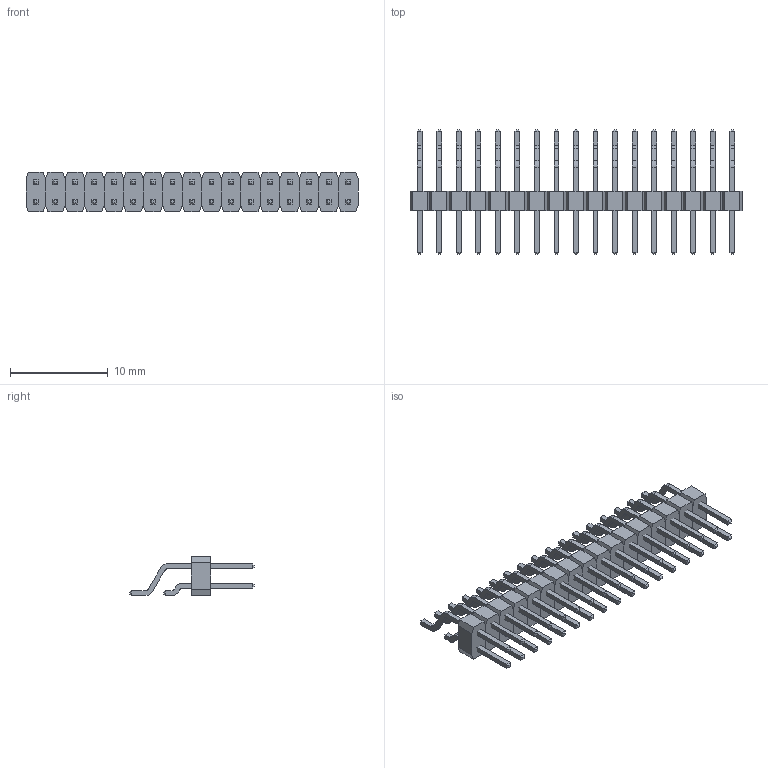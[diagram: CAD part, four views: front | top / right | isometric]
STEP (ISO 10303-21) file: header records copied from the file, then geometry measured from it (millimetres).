
FILE_DESCRIPTION(('FreeCAD Model'),'2;1');
FILE_NAME('3M_header2.step','2017-06-08T16:16:59',('Author'),(''), 'Open CASCADE STEP processor 6.8','FreeCAD','Unknown');
FILE_SCHEMA(('AUTOMOTIVE_DESIGN_CC2 { 1 2 10303 214 -1 1 5 4 }'));
Length unit declared in the file: millimetre
Products named in the file (4): ASSEMBLY; ArraySP; ArrayH; ArrayLP
Assembly tree (3 placements, depth 2):
  ASSEMBLY
    ArraySP
    ArrayH
    ArrayLP
Bounding box: 34 x 12.75 x 4 mm (x, y, z)
Volume: 361.5 mm3; surface area: 1455 mm2
Topology: 51 solids, 51 shells, 918 faces, 2176 edges, 1360 vertices
Faces by surface type: plane 782, cylinder 136
Entity records: 54900 total; most frequent: CARTESIAN_POINT 9626, DIRECTION 8508, LINE 5984, VECTOR 5984, ORIENTED_EDGE 4352, PCURVE 4352, DEFINITIONAL_REPRESENTATION 4352, EDGE_CURVE 2176
